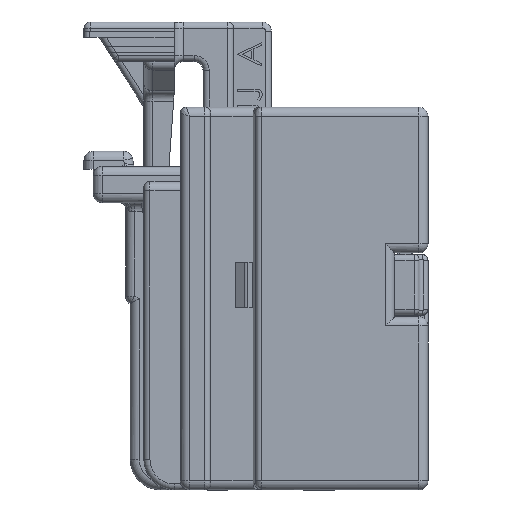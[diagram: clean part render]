
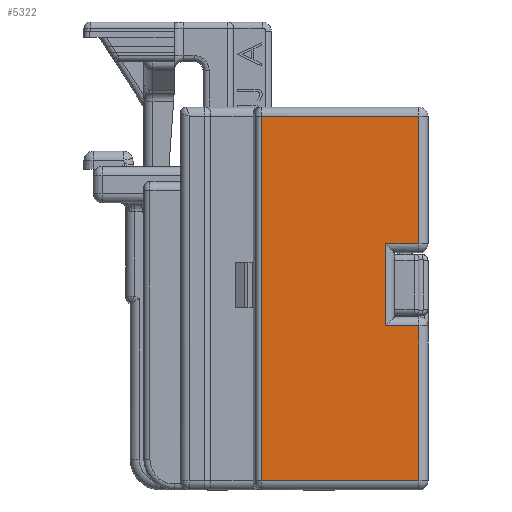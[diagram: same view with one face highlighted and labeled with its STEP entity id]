
A CAD part, left-side view. The second image highlights one B-rep face of the part: STEP entity #5322.
In plain terms, the highlighted planar face has unit normal (-1, 0, 0).
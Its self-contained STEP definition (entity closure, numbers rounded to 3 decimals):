
#1300 = EDGE_CURVE ( 'NONE', #9118, #40372, #21930, .T. ) ;
#1720 = CARTESIAN_POINT ( 'NONE',  ( -1.957, 8.879, 4.648 ) ) ;
#2949 = EDGE_LOOP ( 'NONE', ( #14230, #33251, #15961, #28921, #16143, #36535, #40933, #6914 ) ) ;
#3022 = CARTESIAN_POINT ( 'NONE',  ( -1.957, 9.062, -11.819 ) ) ;
#3885 = LINE ( 'NONE', #8376, #19912 ) ;
#3900 = DIRECTION ( 'NONE',  ( 0., 1., 0. ) ) ;
#4218 = VERTEX_POINT ( 'NONE', #40172 ) ;
#5322 = ADVANCED_FACE ( 'NONE', ( #48774 ), #30478, .T. ) ;
#5623 = VERTEX_POINT ( 'NONE', #12147 ) ;
#6142 = EDGE_CURVE ( 'NONE', #42221, #6954, #24027, .T. ) ;
#6358 = CARTESIAN_POINT ( 'NONE',  ( -1.957, 3.691, 9.748 ) ) ;
#6914 = ORIENTED_EDGE ( 'NONE', *, *, #27189, .T. ) ;
#6954 = VERTEX_POINT ( 'NONE', #38125 ) ;
#8037 = CARTESIAN_POINT ( 'NONE',  ( -1.957, 3.691, 12.448 ) ) ;
#8376 = CARTESIAN_POINT ( 'NONE',  ( -1.957, 3.691, -11.819 ) ) ;
#9118 = VERTEX_POINT ( 'NONE', #9121 ) ;
#9121 = CARTESIAN_POINT ( 'NONE',  ( -1.957, 8.879, 16.648 ) ) ;
#10911 = LINE ( 'NONE', #45463, #36560 ) ;
#11057 = EDGE_CURVE ( 'NONE', #39824, #42221, #19273, .T. ) ;
#12147 = CARTESIAN_POINT ( 'NONE',  ( -1.957, 3.691, 4.648 ) ) ;
#12865 = AXIS2_PLACEMENT_3D ( 'NONE', #3022, #22589, #34202 ) ;
#13360 = VECTOR ( 'NONE', #21314, 1000. ) ;
#13865 = VERTEX_POINT ( 'NONE', #8037 ) ;
#14224 = EDGE_CURVE ( 'NONE', #4218, #9118, #26717, .T. ) ;
#14230 = ORIENTED_EDGE ( 'NONE', *, *, #14224, .T. ) ;
#15449 = VECTOR ( 'NONE', #45435, 1000. ) ;
#15605 = DIRECTION ( 'NONE',  ( 0., -1., 0. ) ) ;
#15961 = ORIENTED_EDGE ( 'NONE', *, *, #22804, .T. ) ;
#16143 = ORIENTED_EDGE ( 'NONE', *, *, #11057, .T. ) ;
#17814 = VECTOR ( 'NONE', #37025, 1000. ) ;
#19273 = LINE ( 'NONE', #38313, #15449 ) ;
#19912 = VECTOR ( 'NONE', #27166, 1000. ) ;
#20083 = DIRECTION ( 'NONE',  ( 0., 0., 1. ) ) ;
#21314 = DIRECTION ( 'NONE',  ( 0., 0., 1. ) ) ;
#21930 = LINE ( 'NONE', #44641, #17814 ) ;
#22589 = DIRECTION ( 'NONE',  ( -1., 0., 0. ) ) ;
#22804 = EDGE_CURVE ( 'NONE', #40372, #5623, #10911, .T. ) ;
#22961 = VECTOR ( 'NONE', #3900, 1000. ) ;
#23698 = CARTESIAN_POINT ( 'NONE',  ( -1.957, 4.791, 9.748 ) ) ;
#24027 = LINE ( 'NONE', #42081, #42645 ) ;
#25235 = LINE ( 'NONE', #32944, #13360 ) ;
#25943 = DIRECTION ( 'NONE',  ( 0., -1., 0. ) ) ;
#26717 = LINE ( 'NONE', #33625, #22961 ) ;
#26732 = LINE ( 'NONE', #34635, #32189 ) ;
#27166 = DIRECTION ( 'NONE',  ( 0., 0., 1. ) ) ;
#27189 = EDGE_CURVE ( 'NONE', #13865, #4218, #25235, .T. ) ;
#28921 = ORIENTED_EDGE ( 'NONE', *, *, #42341, .T. ) ;
#30478 = PLANE ( 'NONE',  #12865 ) ;
#32189 = VECTOR ( 'NONE', #15605, 1000. ) ;
#32944 = CARTESIAN_POINT ( 'NONE',  ( -1.957, 3.691, -11.819 ) ) ;
#33251 = ORIENTED_EDGE ( 'NONE', *, *, #1300, .T. ) ;
#33625 = CARTESIAN_POINT ( 'NONE',  ( -1.957, 9.062, 16.648 ) ) ;
#34202 = DIRECTION ( 'NONE',  ( 0., 0., 1. ) ) ;
#34635 = CARTESIAN_POINT ( 'NONE',  ( -1.957, 3.391, 12.448 ) ) ;
#36535 = ORIENTED_EDGE ( 'NONE', *, *, #6142, .T. ) ;
#36560 = VECTOR ( 'NONE', #25943, 1000. ) ;
#37025 = DIRECTION ( 'NONE',  ( 0., 0., -1. ) ) ;
#38125 = CARTESIAN_POINT ( 'NONE',  ( -1.957, 4.791, 12.448 ) ) ;
#38313 = CARTESIAN_POINT ( 'NONE',  ( -1.957, 4.491, 9.748 ) ) ;
#39824 = VERTEX_POINT ( 'NONE', #6358 ) ;
#40172 = CARTESIAN_POINT ( 'NONE',  ( -1.957, 3.691, 16.648 ) ) ;
#40372 = VERTEX_POINT ( 'NONE', #1720 ) ;
#40933 = ORIENTED_EDGE ( 'NONE', *, *, #46270, .T. ) ;
#42081 = CARTESIAN_POINT ( 'NONE',  ( -1.957, 4.791, -11.819 ) ) ;
#42221 = VERTEX_POINT ( 'NONE', #23698 ) ;
#42341 = EDGE_CURVE ( 'NONE', #5623, #39824, #3885, .T. ) ;
#42645 = VECTOR ( 'NONE', #20083, 1000. ) ;
#44641 = CARTESIAN_POINT ( 'NONE',  ( -1.957, 8.879, -11.819 ) ) ;
#45435 = DIRECTION ( 'NONE',  ( 0., 1., 0. ) ) ;
#45463 = CARTESIAN_POINT ( 'NONE',  ( -1.957, 3.391, 4.648 ) ) ;
#46270 = EDGE_CURVE ( 'NONE', #6954, #13865, #26732, .T. ) ;
#48774 = FACE_OUTER_BOUND ( 'NONE', #2949, .T. ) ;
